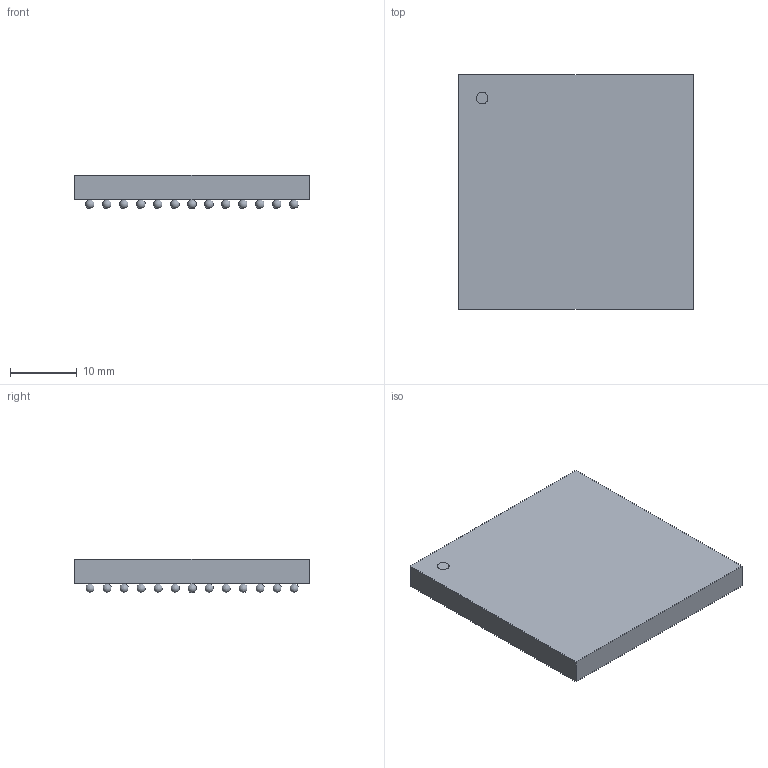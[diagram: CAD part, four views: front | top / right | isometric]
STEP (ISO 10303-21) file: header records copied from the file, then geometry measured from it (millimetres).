
FILE_DESCRIPTION(('STEP AP214'),'1');
FILE_NAME('128-PGA_MC68030RC40C_NXP','2025-02-12T10:51:21',(''),(''),'','','');
FILE_SCHEMA(('AUTOMOTIVE_DESIGN'));
Length unit declared in the file: millimetre
Products named in the file (1): product
Bounding box: 35.05 x 35.05 x 4.96 mm (x, y, z)
Volume: 4613.3 mm3; surface area: 3651.1 mm2
Topology: 126 solids, 126 shells, 133 faces, 387 edges, 258 vertices
Faces by surface type: sphere 124, plane 8, cylinder 1
Full cylindrical faces by diameter (mm): 1.753 x1
Entity records: 1489 total; most frequent: DIRECTION 286, CARTESIAN_POINT 147, AXIS2_PLACEMENT_3D 137, STYLED_ITEM 133, ADVANCED_FACE 133, MANIFOLD_SOLID_BREP 126, CLOSED_SHELL 126, SPHERICAL_SURFACE 124
